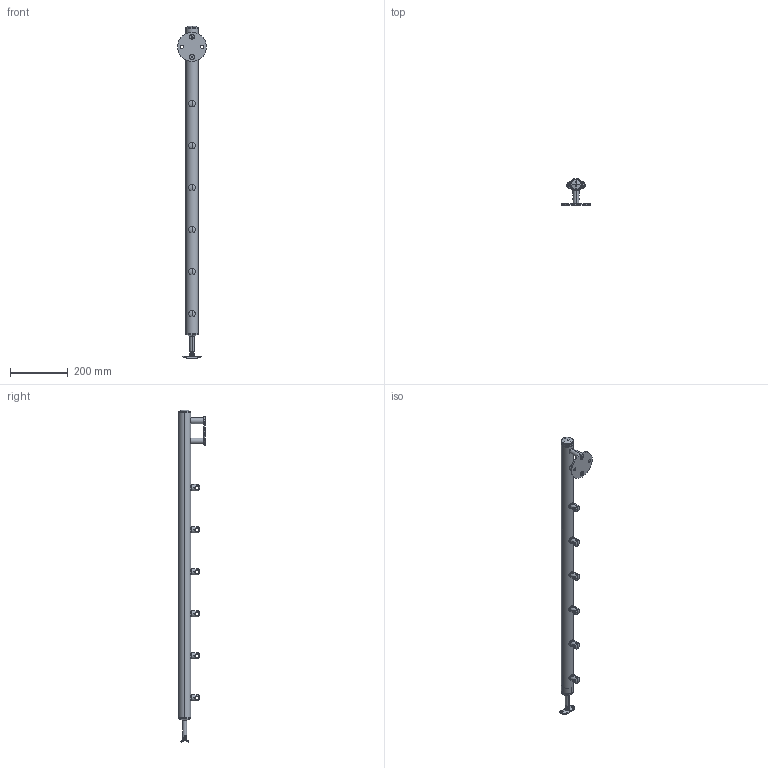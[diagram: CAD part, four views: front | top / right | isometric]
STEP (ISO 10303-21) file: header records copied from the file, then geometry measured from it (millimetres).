
FILE_DESCRIPTION (( 'STEP AP203' ), '1' );
FILE_NAME ('A-BR100-6D12.STEP', '2023-09-26T09:35:05', ( '' ), ( '' ), 'SwSTEP 2.0', 'SolidWorks 2019', '' );
FILE_SCHEMA (( 'CONFIG_CONTROL_DESIGN' ));
Length unit declared in the file: millimetre
Products named in the file (24): A6_021-6-A_skupina.STEP; A6_021-6-A.P1^A6_021-6-A(2)_A6_021-6-A.STEP; A-0718-242.P2.STEP; A_0830-042_default-2.STEP; Skrutka DIN 913_SKRUTKA M 5X 5.STEP; A_0830-042.P1.STEP; M6x10.STEP; A-0718-242.P1.STEP; A_0830-042_default-4.STEP; A_0830-042_default.STEP; PART 1 -42,4x2-1054.STEP; DIN 914_SKRUTKA M 5X 5.STEP; A6_021-6-A.P2^A6_021-6-A(2)_A6_021-6-A.STEP; A6_021-6-A.P3^A6_021-6-A(2)_A6_021-6-A.STEP; A_0718-242_skupina.STEP; A-BR100-6D12.STEP; Skrutka DIN 7991 ZINK._Skrutka M 8x 70^A6_021-6-A(2)_A6_021-6-A.STEP; A-BR100-6D12; A6_021-6-A(2)^A6_021-6-A.STEP; A_0830-042_default-5.STEP; A_0830-042.P2.STEP; A_0830-042_default-1.STEP; A_0830-042_default-3.STEP; A_5729-242
Assembly tree (45 placements, depth 5):
  A-BR100-6D12
    A-BR100-6D12.STEP
      A_0830-042_default.STEP
        A_0830-042.P1.STEP
        A_0830-042.P2.STEP
        Skrutka DIN 913_SKRUTKA M 5X 5.STEP
        DIN 914_SKRUTKA M 5X 5.STEP
      A_0830-042_default-1.STEP
        A_0830-042.P1.STEP
        A_0830-042.P2.STEP
        Skrutka DIN 913_SKRUTKA M 5X 5.STEP
        DIN 914_SKRUTKA M 5X 5.STEP
      A_0830-042_default-2.STEP
        A_0830-042.P1.STEP
        A_0830-042.P2.STEP
        Skrutka DIN 913_SKRUTKA M 5X 5.STEP
        DIN 914_SKRUTKA M 5X 5.STEP
      A_0830-042_default-3.STEP
        A_0830-042.P1.STEP
        A_0830-042.P2.STEP
        Skrutka DIN 913_SKRUTKA M 5X 5.STEP
        DIN 914_SKRUTKA M 5X 5.STEP
      A_0830-042_default-4.STEP
        A_0830-042.P1.STEP
        A_0830-042.P2.STEP
        Skrutka DIN 913_SKRUTKA M 5X 5.STEP
        DIN 914_SKRUTKA M 5X 5.STEP
      A_0830-042_default-5.STEP
        A_0830-042.P1.STEP
        A_0830-042.P2.STEP
        Skrutka DIN 913_SKRUTKA M 5X 5.STEP
        DIN 914_SKRUTKA M 5X 5.STEP
      A_0718-242_skupina.STEP
        M6x10.STEP
        A-0718-242.P1.STEP
        A-0718-242.P2.STEP
      A6_021-6-A_skupina.STEP
        A6_021-6-A(2)^A6_021-6-A.STEP
          A6_021-6-A.P1^A6_021-6-A(2)_A6_021-6-A.STEP
          A6_021-6-A.P3^A6_021-6-A(2)_A6_021-6-A.STEP  x2
          A6_021-6-A.P2^A6_021-6-A(2)_A6_021-6-A.STEP
          Skrutka DIN 7991 ZINK._Skrutka M 8x 70^A6_021-6-A(2)_A6_021-6-A.STEP  x2
      PART 1 -42,4x2-1054.STEP
    A_5729-242
Bounding box: 100 x 92.9 x 1145.58 mm (x, y, z)
Volume: 406207.5 mm3; surface area: 359661.1 mm2
Topology: 35 solids, 35 shells, 1360 faces, 3270 edges, 1969 vertices
Faces by surface type: plane 794, cylinder 366, cone 104, bspline 46, torus 30, sphere 20
Entity records: 44773 total; most frequent: CARTESIAN_POINT 17943, DIRECTION 5176, ORIENTED_EDGE 4836, EDGE_CURVE 2418, AXIS2_PLACEMENT_3D 1908, VERTEX_POINT 1452, LINE 1360, VECTOR 1360
